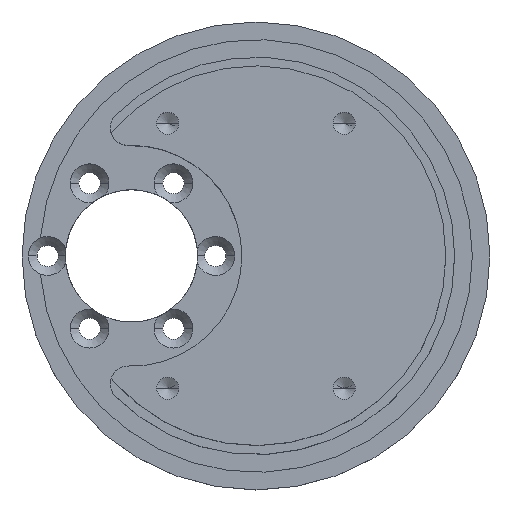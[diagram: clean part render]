
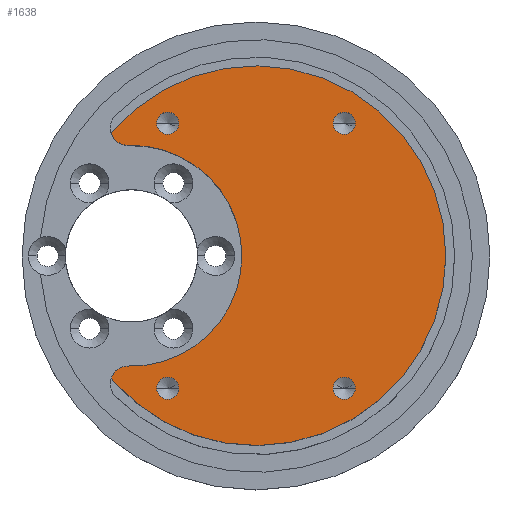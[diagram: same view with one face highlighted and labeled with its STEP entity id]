
A CAD part, top view. The second image highlights one B-rep face of the part: STEP entity #1638.
In plain terms, the highlighted planar face has unit normal (0, 0, 1).
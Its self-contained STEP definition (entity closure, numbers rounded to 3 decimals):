
#60 = VERTEX_POINT ( 'NONE', #1518 ) ;
#62 = DIRECTION ( 'NONE',  ( -1., 0., 0. ) ) ;
#88 = DIRECTION ( 'NONE',  ( 0., 0., 1. ) ) ;
#107 = DIRECTION ( 'NONE',  ( 1., 0., 0. ) ) ;
#153 = CIRCLE ( 'NONE', #2398, 1.25 ) ;
#155 = AXIS2_PLACEMENT_3D ( 'NONE', #1394, #2595, #2418 ) ;
#164 = EDGE_CURVE ( 'NONE', #1452, #1570, #1095, .T. ) ;
#165 = CIRCLE ( 'NONE', #593, 12.5 ) ;
#168 = ORIENTED_EDGE ( 'NONE', *, *, #1069, .F. ) ;
#186 = EDGE_CURVE ( 'NONE', #2468, #675, #153, .T. ) ;
#191 = EDGE_LOOP ( 'NONE', ( #404, #509 ) ) ;
#212 = DIRECTION ( 'NONE',  ( -1., 0., 0. ) ) ;
#216 = CIRCLE ( 'NONE', #1110, 1. ) ;
#222 = ORIENTED_EDGE ( 'NONE', *, *, #437, .T. ) ;
#234 = CARTESIAN_POINT ( 'NONE',  ( -14.497, -14.495, 10.5 ) ) ;
#246 = AXIS2_PLACEMENT_3D ( 'NONE', #1579, #2626, #2007 ) ;
#247 = DIRECTION ( 'NONE',  ( -1., 0., 0. ) ) ;
#276 = DIRECTION ( 'NONE',  ( 0., 0., 1. ) ) ;
#302 = DIRECTION ( 'NONE',  ( 0., 0., 1. ) ) ;
#322 = CARTESIAN_POINT ( 'NONE',  ( -8.75, -15., 10.5 ) ) ;
#336 = CARTESIAN_POINT ( 'NONE',  ( 10., 15., 10.5 ) ) ;
#343 = ORIENTED_EDGE ( 'NONE', *, *, #2033, .F. ) ;
#366 = CARTESIAN_POINT ( 'NONE',  ( -14.1, 0., 10.5 ) ) ;
#375 = AXIS2_PLACEMENT_3D ( 'NONE', #2095, #1265, #1245 ) ;
#379 = DIRECTION ( 'NONE',  ( 1., 0., 0. ) ) ;
#404 = ORIENTED_EDGE ( 'NONE', *, *, #837, .F. ) ;
#416 = VERTEX_POINT ( 'NONE', #1956 ) ;
#426 = FACE_BOUND ( 'NONE', #2162, .T. ) ;
#430 = AXIS2_PLACEMENT_3D ( 'NONE', #2263, #1411, #212 ) ;
#437 = EDGE_CURVE ( 'NONE', #1634, #538, #1895, .T. ) ;
#445 = VERTEX_POINT ( 'NONE', #764 ) ;
#466 = AXIS2_PLACEMENT_3D ( 'NONE', #1304, #302, #705 ) ;
#473 = DIRECTION ( 'NONE',  ( 1., 0., 0. ) ) ;
#484 = CARTESIAN_POINT ( 'NONE',  ( -16.245, 14.083, 10.5 ) ) ;
#492 = EDGE_CURVE ( 'NONE', #918, #2181, #2618, .T. ) ;
#509 = ORIENTED_EDGE ( 'NONE', *, *, #492, .F. ) ;
#538 = VERTEX_POINT ( 'NONE', #1176 ) ;
#541 = EDGE_CURVE ( 'NONE', #60, #2572, #2024, .T. ) ;
#544 = CIRCLE ( 'NONE', #1977, 2. ) ;
#546 = ORIENTED_EDGE ( 'NONE', *, *, #883, .F. ) ;
#593 = AXIS2_PLACEMENT_3D ( 'NONE', #2280, #2510, #473 ) ;
#618 = CARTESIAN_POINT ( 'NONE',  ( -15.49, 13.428, 10.5 ) ) ;
#620 = CARTESIAN_POINT ( 'NONE',  ( 8.75, -15., 10.5 ) ) ;
#621 = ORIENTED_EDGE ( 'NONE', *, *, #719, .T. ) ;
#630 = AXIS2_PLACEMENT_3D ( 'NONE', #2339, #2178, #1329 ) ;
#640 = CIRCLE ( 'NONE', #2244, 12.5 ) ;
#644 = EDGE_CURVE ( 'NONE', #416, #445, #544, .T. ) ;
#675 = VERTEX_POINT ( 'NONE', #1663 ) ;
#700 = EDGE_LOOP ( 'NONE', ( #546, #343 ) ) ;
#705 = DIRECTION ( 'NONE',  ( 1., 0., 0. ) ) ;
#719 = EDGE_CURVE ( 'NONE', #445, #2061, #1510, .T. ) ;
#764 = CARTESIAN_POINT ( 'NONE',  ( -16.393, -13.858, 10.5 ) ) ;
#812 = EDGE_LOOP ( 'NONE', ( #1826, #1466 ) ) ;
#813 = DIRECTION ( 'NONE',  ( 1., 0., 0. ) ) ;
#837 = EDGE_CURVE ( 'NONE', #2181, #918, #2622, .T. ) ;
#847 = DIRECTION ( 'NONE',  ( 1., 0., 0. ) ) ;
#874 = ORIENTED_EDGE ( 'NONE', *, *, #1258, .T. ) ;
#883 = EDGE_CURVE ( 'NONE', #2328, #1511, #2067, .T. ) ;
#888 = AXIS2_PLACEMENT_3D ( 'NONE', #1026, #2193, #379 ) ;
#899 = CARTESIAN_POINT ( 'NONE',  ( 0., 0., 10.5 ) ) ;
#903 = CARTESIAN_POINT ( 'NONE',  ( -15.49, -13.428, 10.5 ) ) ;
#918 = VERTEX_POINT ( 'NONE', #2345 ) ;
#942 = CIRCLE ( 'NONE', #1560, 1.25 ) ;
#944 = EDGE_LOOP ( 'NONE', ( #2304, #2274, #621, #874, #2412, #2520, #222, #1439 ) ) ;
#1002 = DIRECTION ( 'NONE',  ( 0., 0., 1. ) ) ;
#1026 = CARTESIAN_POINT ( 'NONE',  ( 0., 0., 10.5 ) ) ;
#1044 = DIRECTION ( 'NONE',  ( 0., 0., 1. ) ) ;
#1049 = CARTESIAN_POINT ( 'NONE',  ( -16.245, -14.083, 10.5 ) ) ;
#1069 = EDGE_CURVE ( 'NONE', #1570, #1452, #2405, .T. ) ;
#1094 = CARTESIAN_POINT ( 'NONE',  ( -1.6, 0., 10.5 ) ) ;
#1095 = CIRCLE ( 'NONE', #246, 1.25 ) ;
#1102 = VERTEX_POINT ( 'NONE', #1094 ) ;
#1110 = AXIS2_PLACEMENT_3D ( 'NONE', #618, #1420, #2233 ) ;
#1162 = DIRECTION ( 'NONE',  ( 1., 0., 0. ) ) ;
#1176 = CARTESIAN_POINT ( 'NONE',  ( -14.442, 12.495, 10.5 ) ) ;
#1202 = DIRECTION ( 'NONE',  ( 0., 0., 1. ) ) ;
#1206 = FACE_BOUND ( 'NONE', #191, .T. ) ;
#1231 = DIRECTION ( 'NONE',  ( 1., 0., 0. ) ) ;
#1245 = DIRECTION ( 'NONE',  ( 1., 0., 0. ) ) ;
#1258 = EDGE_CURVE ( 'NONE', #2061, #60, #2107, .T. ) ;
#1265 = DIRECTION ( 'NONE',  ( 0., 0., 1. ) ) ;
#1304 = CARTESIAN_POINT ( 'NONE',  ( -10., -15., 10.5 ) ) ;
#1329 = DIRECTION ( 'NONE',  ( -1., 0., 0. ) ) ;
#1380 = CARTESIAN_POINT ( 'NONE',  ( -11.25, -15., 10.5 ) ) ;
#1394 = CARTESIAN_POINT ( 'NONE',  ( 10., 15., 10.5 ) ) ;
#1411 = DIRECTION ( 'NONE',  ( 0., 0., -1. ) ) ;
#1420 = DIRECTION ( 'NONE',  ( 0., 0., 1. ) ) ;
#1437 = CARTESIAN_POINT ( 'NONE',  ( -10., 15., 10.5 ) ) ;
#1439 = ORIENTED_EDGE ( 'NONE', *, *, #2616, .F. ) ;
#1452 = VERTEX_POINT ( 'NONE', #1627 ) ;
#1453 = CARTESIAN_POINT ( 'NONE',  ( -16.393, 13.858, 10.5 ) ) ;
#1466 = ORIENTED_EDGE ( 'NONE', *, *, #186, .F. ) ;
#1510 = CIRCLE ( 'NONE', #1896, 1. ) ;
#1511 = VERTEX_POINT ( 'NONE', #1380 ) ;
#1518 = CARTESIAN_POINT ( 'NONE',  ( 21.5, 0., 10.5 ) ) ;
#1526 = DIRECTION ( 'NONE',  ( 0., 0., 1. ) ) ;
#1560 = AXIS2_PLACEMENT_3D ( 'NONE', #2036, #1202, #1231 ) ;
#1570 = VERTEX_POINT ( 'NONE', #620 ) ;
#1579 = CARTESIAN_POINT ( 'NONE',  ( 10., -15., 10.5 ) ) ;
#1580 = DIRECTION ( 'NONE',  ( 0., 0., 1. ) ) ;
#1627 = CARTESIAN_POINT ( 'NONE',  ( 11.25, -15., 10.5 ) ) ;
#1634 = VERTEX_POINT ( 'NONE', #1453 ) ;
#1638 = ADVANCED_FACE ( 'NONE', ( #1812, #2625, #426, #1206, #2477 ), #2052, .F. ) ;
#1663 = CARTESIAN_POINT ( 'NONE',  ( -8.75, 15., 10.5 ) ) ;
#1728 = ORIENTED_EDGE ( 'NONE', *, *, #164, .F. ) ;
#1775 = DIRECTION ( 'NONE',  ( 1., 0., 0. ) ) ;
#1780 = AXIS2_PLACEMENT_3D ( 'NONE', #1437, #1808, #847 ) ;
#1805 = CARTESIAN_POINT ( 'NONE',  ( -11.25, 15., 10.5 ) ) ;
#1808 = DIRECTION ( 'NONE',  ( 0., 0., 1. ) ) ;
#1812 = FACE_BOUND ( 'NONE', #812, .T. ) ;
#1813 = CARTESIAN_POINT ( 'NONE',  ( -10., 15., 10.5 ) ) ;
#1826 = ORIENTED_EDGE ( 'NONE', *, *, #2080, .F. ) ;
#1895 = CIRCLE ( 'NONE', #630, 2. ) ;
#1896 = AXIS2_PLACEMENT_3D ( 'NONE', #903, #88, #62 ) ;
#1956 = CARTESIAN_POINT ( 'NONE',  ( -14.442, -12.495, 10.5 ) ) ;
#1977 = AXIS2_PLACEMENT_3D ( 'NONE', #234, #276, #247 ) ;
#1985 = CIRCLE ( 'NONE', #1780, 1.25 ) ;
#2007 = DIRECTION ( 'NONE',  ( 1., 0., 0. ) ) ;
#2024 = CIRCLE ( 'NONE', #888, 21.5 ) ;
#2033 = EDGE_CURVE ( 'NONE', #1511, #2328, #942, .T. ) ;
#2036 = CARTESIAN_POINT ( 'NONE',  ( -10., -15., 10.5 ) ) ;
#2052 = PLANE ( 'NONE',  #430 ) ;
#2061 = VERTEX_POINT ( 'NONE', #1049 ) ;
#2067 = CIRCLE ( 'NONE', #466, 1.25 ) ;
#2080 = EDGE_CURVE ( 'NONE', #675, #2468, #1985, .T. ) ;
#2092 = EDGE_CURVE ( 'NONE', #2572, #1634, #216, .T. ) ;
#2095 = CARTESIAN_POINT ( 'NONE',  ( 10., -15., 10.5 ) ) ;
#2097 = CARTESIAN_POINT ( 'NONE',  ( 11.25, 15., 10.5 ) ) ;
#2107 = CIRCLE ( 'NONE', #2281, 21.5 ) ;
#2162 = EDGE_LOOP ( 'NONE', ( #1728, #168 ) ) ;
#2178 = DIRECTION ( 'NONE',  ( 0., 0., 1. ) ) ;
#2181 = VERTEX_POINT ( 'NONE', #2097 ) ;
#2193 = DIRECTION ( 'NONE',  ( 0., 0., 1. ) ) ;
#2233 = DIRECTION ( 'NONE',  ( -1., 0., 0. ) ) ;
#2244 = AXIS2_PLACEMENT_3D ( 'NONE', #366, #1580, #107 ) ;
#2263 = CARTESIAN_POINT ( 'NONE',  ( 0., 0., 10.5 ) ) ;
#2274 = ORIENTED_EDGE ( 'NONE', *, *, #644, .T. ) ;
#2281 = AXIS2_PLACEMENT_3D ( 'NONE', #899, #1002, #1775 ) ;
#2280 = CARTESIAN_POINT ( 'NONE',  ( -14.1, 0., 10.5 ) ) ;
#2304 = ORIENTED_EDGE ( 'NONE', *, *, #2553, .F. ) ;
#2317 = AXIS2_PLACEMENT_3D ( 'NONE', #336, #1526, #1162 ) ;
#2328 = VERTEX_POINT ( 'NONE', #322 ) ;
#2339 = CARTESIAN_POINT ( 'NONE',  ( -14.497, 14.495, 10.5 ) ) ;
#2345 = CARTESIAN_POINT ( 'NONE',  ( 8.75, 15., 10.5 ) ) ;
#2398 = AXIS2_PLACEMENT_3D ( 'NONE', #1813, #1044, #813 ) ;
#2405 = CIRCLE ( 'NONE', #375, 1.25 ) ;
#2412 = ORIENTED_EDGE ( 'NONE', *, *, #541, .T. ) ;
#2418 = DIRECTION ( 'NONE',  ( 1., 0., 0. ) ) ;
#2468 = VERTEX_POINT ( 'NONE', #1805 ) ;
#2477 = FACE_OUTER_BOUND ( 'NONE', #944, .T. ) ;
#2510 = DIRECTION ( 'NONE',  ( 0., 0., 1. ) ) ;
#2520 = ORIENTED_EDGE ( 'NONE', *, *, #2092, .T. ) ;
#2553 = EDGE_CURVE ( 'NONE', #416, #1102, #165, .T. ) ;
#2572 = VERTEX_POINT ( 'NONE', #484 ) ;
#2595 = DIRECTION ( 'NONE',  ( 0., 0., 1. ) ) ;
#2616 = EDGE_CURVE ( 'NONE', #1102, #538, #640, .T. ) ;
#2618 = CIRCLE ( 'NONE', #155, 1.25 ) ;
#2622 = CIRCLE ( 'NONE', #2317, 1.25 ) ;
#2625 = FACE_BOUND ( 'NONE', #700, .T. ) ;
#2626 = DIRECTION ( 'NONE',  ( 0., 0., 1. ) ) ;
